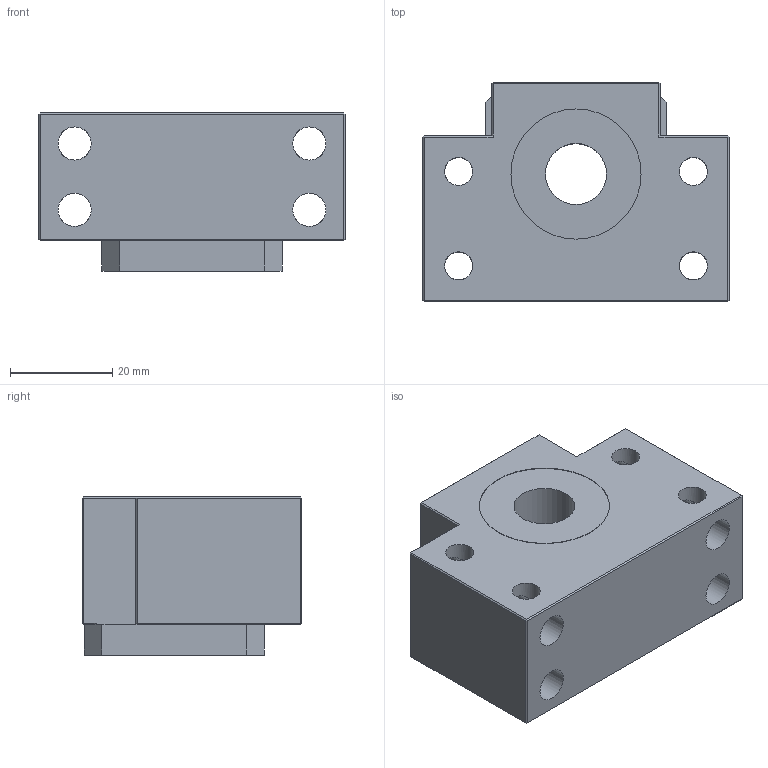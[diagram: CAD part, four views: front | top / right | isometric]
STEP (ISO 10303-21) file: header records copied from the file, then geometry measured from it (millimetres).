
FILE_DESCRIPTION(/* description */ ('','CAx-IF Rec.Pracs.---Representation and Presentation of Product Manufacturing Information (PMI)---4.0---2014-10-13'),/* implementation_level */ '2;1');
FILE_NAME(/* name */ 'BK12 End Stop v1.step',/* time_stamp */ '2025-01-12T00:11:27+05:30',/* author */ (''),/* organization */ (''),/* preprocessor_version */ 'ST-DEVELOPER v20',/* originating_system */ 'Autodesk Translation Framework v13.20.0.188',/* authorisation */ '');
FILE_SCHEMA (('AP242_MANAGED_MODEL_BASED_3D_ENGINEERING_MIM_LF { 1 0 10303 442 1 1 4 }'));
Length unit declared in the file: millimetre
Products named in the file (1): BK12 End Stop
Bounding box: 60 x 43 x 31 mm (x, y, z)
Volume: 54198.7 mm3; surface area: 14881.7 mm2
Topology: 1 solids, 1 shells, 93 faces, 213 edges, 128 vertices
Faces by surface type: plane 66, cylinder 27
Full cylindrical faces by diameter (mm): 5.5 x12, 6.5 x4, 8 x4, 10 x4, 11.95 x1, 25.5 x2
Entity records: 3293 total; most frequent: CARTESIAN_POINT 1091, DIRECTION 427, ORIENTED_EDGE 426, EDGE_CURVE 213, LINE 155, VECTOR 155, EDGE_LOOP 137, AXIS2_PLACEMENT_3D 136
